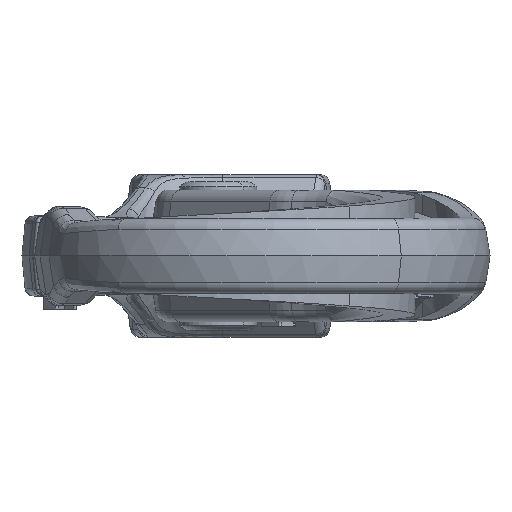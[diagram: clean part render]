
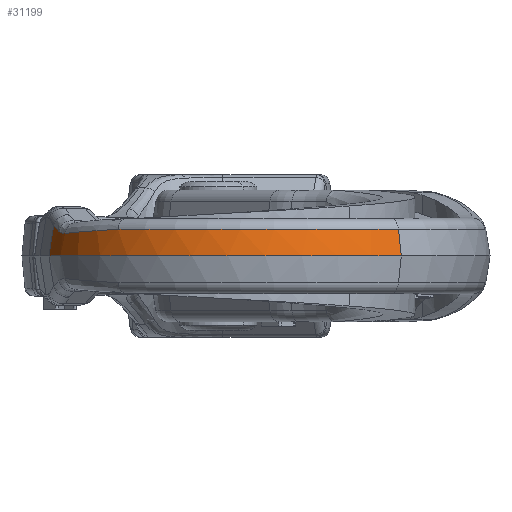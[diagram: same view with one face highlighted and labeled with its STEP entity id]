
A CAD part, front view. The second image highlights one B-rep face of the part: STEP entity #31199.
In plain terms, the highlighted conical face has half-angle 9 degrees and reference radius 49.097 mm.
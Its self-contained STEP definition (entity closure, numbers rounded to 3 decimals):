
#20300=CARTESIAN_POINT('',(45.378,7.511,
-5.684));
#20301=CARTESIAN_POINT('',(45.217,7.872,
-5.796));
#20302=CARTESIAN_POINT('',(44.887,8.59,
-6.018));
#20303=CARTESIAN_POINT('',(44.367,9.654,
-6.344));
#20304=CARTESIAN_POINT('',(43.824,10.703,
-6.665));
#20305=CARTESIAN_POINT('',(43.446,11.393,
-6.874));
#20306=CARTESIAN_POINT('',(43.253,11.735,
-6.978));
#20308=CARTESIAN_POINT('',(46.892,3.33,
-5.153));
#20309=CARTESIAN_POINT('',(46.849,3.481,
-5.145));
#20310=CARTESIAN_POINT('',(46.761,3.783,
-5.136));
#20311=CARTESIAN_POINT('',(46.62,4.242,
-5.14));
#20312=CARTESIAN_POINT('',(46.47,4.704,
-5.161));
#20313=CARTESIAN_POINT('',(46.31,5.17,
-5.201));
#20314=CARTESIAN_POINT('',(46.141,5.638,
-5.259));
#20315=CARTESIAN_POINT('',(45.964,6.107,
-5.335));
#20316=CARTESIAN_POINT('',(45.777,6.577,
-5.431));
#20317=CARTESIAN_POINT('',(45.582,7.046,
-5.546));
#20318=CARTESIAN_POINT('',(45.447,7.356,
-5.636));
#20319=CARTESIAN_POINT('',(45.378,7.511,
-5.684));
#20321=CARTESIAN_POINT('',(48.226,-16.972,
-6.088));
#20322=CARTESIAN_POINT('',(48.297,-16.49,
-6.067));
#20323=CARTESIAN_POINT('',(48.422,-15.523,
-6.024));
#20324=CARTESIAN_POINT('',(48.567,-14.068,
-5.96));
#20325=CARTESIAN_POINT('',(48.669,-12.608,
-5.895));
#20326=CARTESIAN_POINT('',(48.726,-11.146,
-5.829));
#20327=CARTESIAN_POINT('',(48.74,-9.683,
-5.764));
#20328=CARTESIAN_POINT('',(48.71,-8.219,
-5.698));
#20329=CARTESIAN_POINT('',(48.636,-6.757,
-5.631));
#20330=CARTESIAN_POINT('',(48.518,-5.298,
-5.564));
#20331=CARTESIAN_POINT('',(48.357,-3.842,
-5.497));
#20332=CARTESIAN_POINT('',(48.151,-2.392,
-5.429));
#20333=CARTESIAN_POINT('',(47.903,-0.948,
-5.361));
#20334=CARTESIAN_POINT('',(47.611,0.489,
-5.292));
#20335=CARTESIAN_POINT('',(47.276,1.916,
-5.223));
#20336=CARTESIAN_POINT('',(47.024,2.86,
-5.176));
#20337=CARTESIAN_POINT('',(46.892,3.33,
-5.153));
#20339=CARTESIAN_POINT('',(0.,-10.304,-6.088));
#20340=DIRECTION('',(0.,0.,-1.));
#20341=DIRECTION('',(0.991,-0.137,0.));
#20342=AXIS2_PLACEMENT_3D('',#20339,#20340,#20341);
#20344=DIRECTION('',(0.,0.156,-0.988));
#20345=VECTOR('',#20344,6.164);
#20346=CARTESIAN_POINT('',(0.,-59.953,0.));
#20347=LINE('',#20346,#20345);
#20348=CARTESIAN_POINT('',(0.,-10.304,0.));
#20349=DIRECTION('',(0.,0.,1.));
#20350=DIRECTION('',(0.,-1.,0.));
#20351=AXIS2_PLACEMENT_3D('',#20348,#20349,#20350);
#20898=DIRECTION('',(-0.139,-0.071,-0.988));
#20899=VECTOR('',#20898,7.065);
#20900=CARTESIAN_POINT('',(44.238,12.237,0.));
#20901=LINE('',#20900,#20899);
#21923=CARTESIAN_POINT('',(0.,-59.953,0.));
#21925=VERTEX_POINT('',#21923);
#21926=CARTESIAN_POINT('',(44.238,12.237,
0.));
#21927=VERTEX_POINT('',#21926);
#22937=CARTESIAN_POINT('',(48.226,-16.972,
-6.088));
#22938=CARTESIAN_POINT('',(0.,-58.989,-6.088));
#22939=VERTEX_POINT('',#22937);
#22940=VERTEX_POINT('',#22938);
#22961=CARTESIAN_POINT('',(43.253,11.735,
-6.978));
#22962=VERTEX_POINT('',#22961);
#22964=VERTEX_POINT('',#20300);
#22966=VERTEX_POINT('',#20308);
#31180=CARTESIAN_POINT('',(0.,-10.304,-3.489));
#31181=DIRECTION('',(0.,0.,1.));
#31182=DIRECTION('',(1.,0.,0.));
#31183=AXIS2_PLACEMENT_3D('',#31180,#31181,#31182);
#31184=CONICAL_SURFACE('',#31183,49.097,9.);
#31186=ORIENTED_EDGE('',*,*,#31185,.T.);
#31188=ORIENTED_EDGE('',*,*,#31187,.T.);
#31190=ORIENTED_EDGE('',*,*,#31189,.F.);
#31192=ORIENTED_EDGE('',*,*,#31191,.F.);
#31194=ORIENTED_EDGE('',*,*,#31193,.F.);
#31195=ORIENTED_EDGE('',*,*,#30639,.T.);
#31196=ORIENTED_EDGE('',*,*,#24406,.F.);
#31197=EDGE_LOOP('',(#31186,#31188,#31190,#31192,#31194,#31195,#31196));
#31198=FACE_OUTER_BOUND('',#31197,.F.);
#31199=ADVANCED_FACE('',(#31198),#31184,.T.);
#20307=B_SPLINE_CURVE_WITH_KNOTS('',3,(#20300,#20301,#20302,#20303,#20304,
#20305,#20306),.UNSPECIFIED.,.F.,.F.,(4,1,1,1,4),(0.,0.25,0.5,0.75,
1.),.UNSPECIFIED.);
#20320=B_SPLINE_CURVE_WITH_KNOTS('',3,(#20308,#20309,#20310,#20311,#20312,
#20313,#20314,#20315,#20316,#20317,#20318,#20319),.UNSPECIFIED.,.F.,.F.,(4,1,1,
1,1,1,1,1,1,4),(0.,0.111,0.222,0.333,
0.444,0.556,0.667,0.778,
0.889,1.),.UNSPECIFIED.);
#20338=B_SPLINE_CURVE_WITH_KNOTS('',3,(#20321,#20322,#20323,#20324,#20325,
#20326,#20327,#20328,#20329,#20330,#20331,#20332,#20333,#20334,#20335,#20336,
#20337),.UNSPECIFIED.,.F.,.F.,(4,1,1,1,1,1,1,1,1,1,1,1,1,1,4),(0.,
0.071,0.143,0.214,0.286,
0.357,0.429,0.5,0.571,0.643,
0.714,0.786,0.857,0.929,1.),
.UNSPECIFIED.);
#20343=CIRCLE('',#20342,48.685);
#20352=CIRCLE('',#20351,49.65);
#24406=EDGE_CURVE('',#21925,#22940,#20347,.T.);
#30639=EDGE_CURVE('',#22939,#22940,#20343,.T.);
#31185=EDGE_CURVE('',#21925,#21927,#20352,.T.);
#31187=EDGE_CURVE('',#21927,#22962,#20901,.T.);
#31189=EDGE_CURVE('',#22964,#22962,#20307,.T.);
#31191=EDGE_CURVE('',#22966,#22964,#20320,.T.);
#31193=EDGE_CURVE('',#22939,#22966,#20338,.T.);
